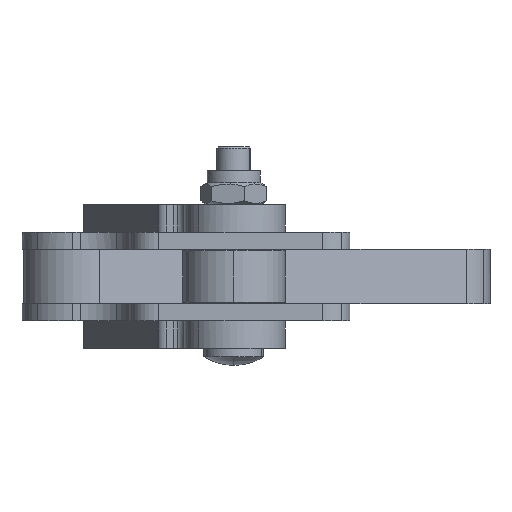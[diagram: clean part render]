
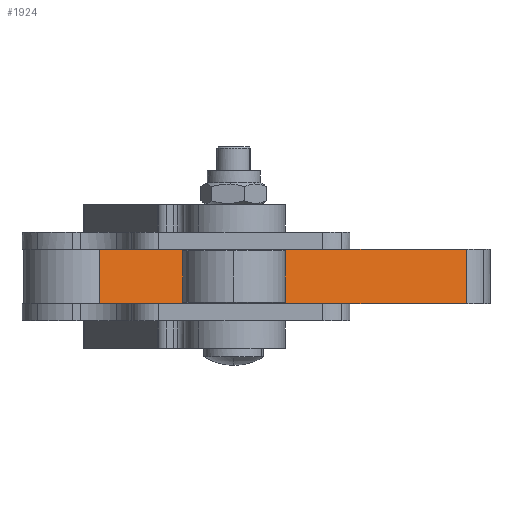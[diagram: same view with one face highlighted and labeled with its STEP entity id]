
A CAD part, front view. The second image highlights one B-rep face of the part: STEP entity #1924.
In plain terms, the highlighted planar face has unit normal (0.433, -0.901, 0).
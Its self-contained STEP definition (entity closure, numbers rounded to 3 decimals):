
#1881=AXIS2_PLACEMENT_3D('Plane Axis2P3D',#1878,#1879,#1880) ;
#867=CARTESIAN_POINT('Vertex',(12.256,578.27,34.)) ;
#870=CARTESIAN_POINT('Line Origine',(-24.389,560.672,34.)) ;
#874=CARTESIAN_POINT('Vertex',(-61.034,543.075,34.)) ;
#1878=CARTESIAN_POINT('Axis2P3D Location',(53.256,597.959,34.)) ;
#1883=CARTESIAN_POINT('Line Origine',(29.353,586.481,34.)) ;
#1887=CARTESIAN_POINT('Vertex',(46.451,594.691,34.)) ;
#1890=CARTESIAN_POINT('Line Origine',(46.451,594.691,42.)) ;
#1894=CARTESIAN_POINT('Vertex',(46.451,594.691,50.)) ;
#1897=CARTESIAN_POINT('Line Origine',(29.353,586.481,50.)) ;
#1901=CARTESIAN_POINT('Vertex',(12.256,578.27,50.)) ;
#1904=CARTESIAN_POINT('Line Origine',(-24.389,560.672,50.)) ;
#1908=CARTESIAN_POINT('Vertex',(-61.034,543.075,50.)) ;
#1911=CARTESIAN_POINT('Line Origine',(-61.034,543.075,42.)) ;
#871=DIRECTION('Vector Direction',(0.901,0.433,0.)) ;
#1879=DIRECTION('Axis2P3D Direction',(0.433,-0.901,0.)) ;
#1880=DIRECTION('Axis2P3D XDirection',(0.,0.,-1.)) ;
#1884=DIRECTION('Vector Direction',(0.901,0.433,0.)) ;
#1891=DIRECTION('Vector Direction',(0.,0.,1.)) ;
#1898=DIRECTION('Vector Direction',(-0.901,-0.433,0.)) ;
#1905=DIRECTION('Vector Direction',(-0.901,-0.433,0.)) ;
#1912=DIRECTION('Vector Direction',(0.,0.,-1.)) ;
#872=VECTOR('Line Direction',#871,1.) ;
#1885=VECTOR('Line Direction',#1884,1.) ;
#1892=VECTOR('Line Direction',#1891,1.) ;
#1899=VECTOR('Line Direction',#1898,1.) ;
#1906=VECTOR('Line Direction',#1905,1.) ;
#1913=VECTOR('Line Direction',#1912,1.) ;
#1917=ORIENTED_EDGE('',*,*,#876,.T.) ;
#1918=ORIENTED_EDGE('',*,*,#1889,.T.) ;
#1919=ORIENTED_EDGE('',*,*,#1896,.T.) ;
#1920=ORIENTED_EDGE('',*,*,#1903,.T.) ;
#1921=ORIENTED_EDGE('',*,*,#1910,.T.) ;
#1922=ORIENTED_EDGE('',*,*,#1915,.T.) ;
#1924=ADVANCED_FACE('MODULSPANNER_TS_V_HD_2500_BW16_2_51_357839',(#1923),#1882,.T.) ;
#876=EDGE_CURVE('',#875,#868,#873,.T.) ;
#1889=EDGE_CURVE('',#868,#1888,#1886,.T.) ;
#1896=EDGE_CURVE('',#1888,#1895,#1893,.T.) ;
#1903=EDGE_CURVE('',#1895,#1902,#1900,.T.) ;
#1910=EDGE_CURVE('',#1902,#1909,#1907,.T.) ;
#1915=EDGE_CURVE('',#1909,#875,#1914,.T.) ;
#1916=EDGE_LOOP('',(#1917,#1918,#1919,#1920,#1921,#1922)) ;
#1923=FACE_OUTER_BOUND('',#1916,.T.) ;
#873=LINE('Line',#870,#872) ;
#1886=LINE('Line',#1883,#1885) ;
#1893=LINE('Line',#1890,#1892) ;
#1900=LINE('Line',#1897,#1899) ;
#1907=LINE('Line',#1904,#1906) ;
#1914=LINE('Line',#1911,#1913) ;
#1882=PLANE('Plane',#1881) ;
#868=VERTEX_POINT('',#867) ;
#875=VERTEX_POINT('',#874) ;
#1888=VERTEX_POINT('',#1887) ;
#1895=VERTEX_POINT('',#1894) ;
#1902=VERTEX_POINT('',#1901) ;
#1909=VERTEX_POINT('',#1908) ;
